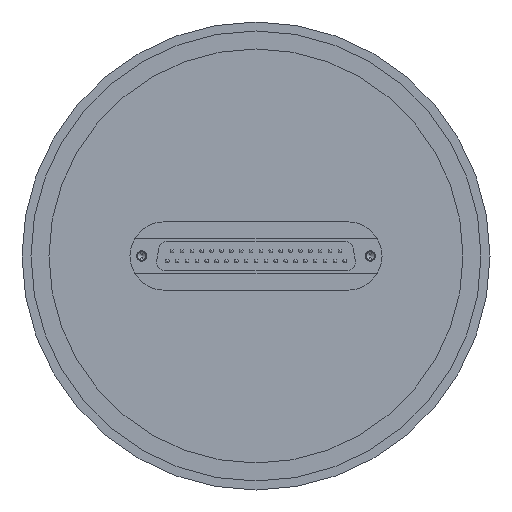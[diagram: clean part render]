
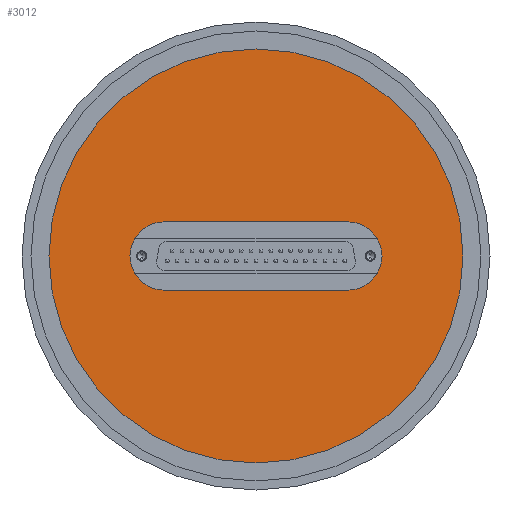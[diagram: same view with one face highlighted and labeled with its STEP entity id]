
A CAD part, front view. The second image highlights one B-rep face of the part: STEP entity #3012.
In plain terms, the highlighted planar face has unit normal (0, -1, 0).
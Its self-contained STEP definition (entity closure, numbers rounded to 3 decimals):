
#13 = CARTESIAN_POINT ( 'NONE',  ( 25.5, -12., -9.5 ) ) ;
#49 = CARTESIAN_POINT ( 'NONE',  ( 0., -12., -57.5 ) ) ;
#308 = VERTEX_POINT ( 'NONE', #2262 ) ;
#480 = DIRECTION ( 'NONE',  ( 0., -1., 0. ) ) ;
#550 = DIRECTION ( 'NONE',  ( 0., 0., 1. ) ) ;
#571 = DIRECTION ( 'NONE',  ( 0., 1., 0. ) ) ;
#656 = CIRCLE ( 'NONE', #2794, 9.5 ) ;
#704 = DIRECTION ( 'NONE',  ( 0., 0., -1. ) ) ;
#775 = ORIENTED_EDGE ( 'NONE', *, *, #2994, .T. ) ;
#804 = CIRCLE ( 'NONE', #3449, 9.5 ) ;
#944 = DIRECTION ( 'NONE',  ( 0., -1., 0. ) ) ;
#960 = CARTESIAN_POINT ( 'NONE',  ( 0., -12., 0. ) ) ;
#1061 = VERTEX_POINT ( 'NONE', #13 ) ;
#1139 = CARTESIAN_POINT ( 'NONE',  ( -25.5, -12., 9.5 ) ) ;
#1162 = ORIENTED_EDGE ( 'NONE', *, *, #2949, .T. ) ;
#1198 = LINE ( 'NONE', #3958, #4248 ) ;
#1393 = DIRECTION ( 'NONE',  ( 0., 0., -1. ) ) ;
#1630 = EDGE_LOOP ( 'NONE', ( #2517, #4647 ) ) ;
#2135 = AXIS2_PLACEMENT_3D ( 'NONE', #960, #2650, #704 ) ;
#2144 = FACE_OUTER_BOUND ( 'NONE', #1630, .T. ) ;
#2176 = VECTOR ( 'NONE', #2477, 1000. ) ;
#2262 = CARTESIAN_POINT ( 'NONE',  ( 25.5, -12., 9.5 ) ) ;
#2390 = CARTESIAN_POINT ( 'NONE',  ( 0., -12., 0. ) ) ;
#2477 = DIRECTION ( 'NONE',  ( -1., 0., 0. ) ) ;
#2483 = LINE ( 'NONE', #5723, #2176 ) ;
#2517 = ORIENTED_EDGE ( 'NONE', *, *, #2918, .T. ) ;
#2550 = PLANE ( 'NONE',  #4712 ) ;
#2650 = DIRECTION ( 'NONE',  ( 0., -1., 0. ) ) ;
#2794 = AXIS2_PLACEMENT_3D ( 'NONE', #4829, #571, #4453 ) ;
#2918 = EDGE_CURVE ( 'NONE', #3838, #5531, #4383, .T. ) ;
#2949 = EDGE_CURVE ( 'NONE', #308, #1061, #656, .T. ) ;
#2956 = EDGE_CURVE ( 'NONE', #1061, #5418, #2483, .T. ) ;
#2966 = EDGE_CURVE ( 'NONE', #5418, #4646, #804, .T. ) ;
#2988 = DIRECTION ( 'NONE',  ( 0., 1., 0. ) ) ;
#2994 = EDGE_CURVE ( 'NONE', #4646, #308, #1198, .T. ) ;
#3012 = ADVANCED_FACE ( 'NONE', ( #3448, #2144 ), #2550, .T. ) ;
#3016 = EDGE_CURVE ( 'NONE', #5531, #3838, #4580, .T. ) ;
#3376 = DIRECTION ( 'NONE',  ( 1., 0., 0. ) ) ;
#3448 = FACE_BOUND ( 'NONE', #5370, .T. ) ;
#3449 = AXIS2_PLACEMENT_3D ( 'NONE', #3921, #2988, #550 ) ;
#3488 = ORIENTED_EDGE ( 'NONE', *, *, #2966, .T. ) ;
#3838 = VERTEX_POINT ( 'NONE', #4948 ) ;
#3921 = CARTESIAN_POINT ( 'NONE',  ( -25.5, -12., 0. ) ) ;
#3958 = CARTESIAN_POINT ( 'NONE',  ( 25.5, -12., 9.5 ) ) ;
#4248 = VECTOR ( 'NONE', #3376, 1000. ) ;
#4282 = CARTESIAN_POINT ( 'NONE',  ( -25.5, -12., -9.5 ) ) ;
#4383 = CIRCLE ( 'NONE', #2135, 57.5 ) ;
#4425 = AXIS2_PLACEMENT_3D ( 'NONE', #2390, #944, #1393 ) ;
#4453 = DIRECTION ( 'NONE',  ( 0., 0., 1. ) ) ;
#4580 = CIRCLE ( 'NONE', #4425, 57.5 ) ;
#4638 = CARTESIAN_POINT ( 'NONE',  ( 0., -12., 57.5 ) ) ;
#4646 = VERTEX_POINT ( 'NONE', #1139 ) ;
#4647 = ORIENTED_EDGE ( 'NONE', *, *, #3016, .T. ) ;
#4679 = ORIENTED_EDGE ( 'NONE', *, *, #2956, .T. ) ;
#4712 = AXIS2_PLACEMENT_3D ( 'NONE', #49, #480, #5537 ) ;
#4829 = CARTESIAN_POINT ( 'NONE',  ( 25.5, -12., 0. ) ) ;
#4948 = CARTESIAN_POINT ( 'NONE',  ( 0., -12., -57.5 ) ) ;
#5370 = EDGE_LOOP ( 'NONE', ( #1162, #4679, #3488, #775 ) ) ;
#5418 = VERTEX_POINT ( 'NONE', #4282 ) ;
#5531 = VERTEX_POINT ( 'NONE', #4638 ) ;
#5537 = DIRECTION ( 'NONE',  ( 0., 0., -1. ) ) ;
#5723 = CARTESIAN_POINT ( 'NONE',  ( 25.5, -12., -9.5 ) ) ;
